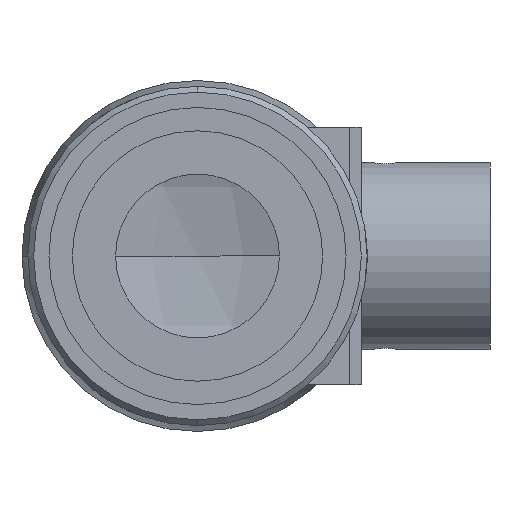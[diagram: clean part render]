
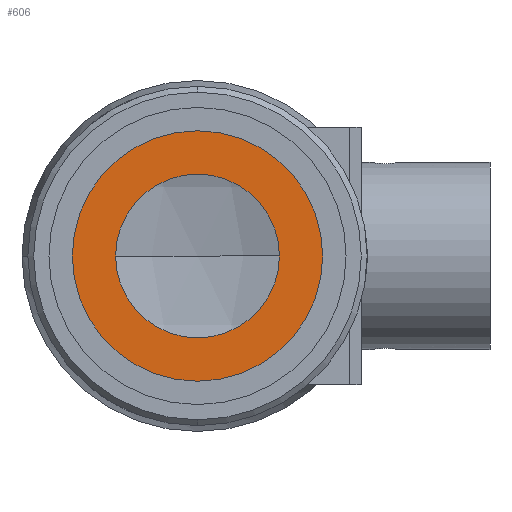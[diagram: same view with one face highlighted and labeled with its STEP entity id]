
A CAD part, front view. The second image highlights one B-rep face of the part: STEP entity #606.
In plain terms, the highlighted planar face has unit normal (0, -1, 0).
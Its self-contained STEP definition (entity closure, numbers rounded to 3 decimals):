
#134 = CIRCLE ( 'NONE', #2494, 11.5 ) ;
#149 = CIRCLE ( 'NONE', #2378, 7. ) ;
#219 = DIRECTION ( 'NONE',  ( 0., 0., 1. ) ) ;
#248 = DIRECTION ( 'NONE',  ( 0., 0., 1. ) ) ;
#276 = CARTESIAN_POINT ( 'NONE',  ( 0., -108.55, 0. ) ) ;
#316 = ORIENTED_EDGE ( 'NONE', *, *, #3158, .T. ) ;
#483 = EDGE_CURVE ( 'NONE', #2180, #1137, #134, .T. ) ;
#587 = DIRECTION ( 'NONE',  ( 0., 0., 1. ) ) ;
#606 = ADVANCED_FACE ( 'NONE', ( #2091, #2000 ), #2634, .T. ) ;
#635 = ORIENTED_EDGE ( 'NONE', *, *, #3392, .T. ) ;
#706 = CARTESIAN_POINT ( 'NONE',  ( 0., -108.55, 11.5 ) ) ;
#1106 = DIRECTION ( 'NONE',  ( 0., 0., -1. ) ) ;
#1137 = VERTEX_POINT ( 'NONE', #2880 ) ;
#1208 = DIRECTION ( 'NONE',  ( 0., 1., 0. ) ) ;
#1382 = CARTESIAN_POINT ( 'NONE',  ( -11.5, -108.55, 0. ) ) ;
#1464 = CIRCLE ( 'NONE', #1695, 7. ) ;
#1676 = EDGE_LOOP ( 'NONE', ( #635, #316 ) ) ;
#1691 = VERTEX_POINT ( 'NONE', #3636 ) ;
#1695 = AXIS2_PLACEMENT_3D ( 'NONE', #3048, #1208, #3356 ) ;
#1761 = ORIENTED_EDGE ( 'NONE', *, *, #483, .F. ) ;
#1777 = AXIS2_PLACEMENT_3D ( 'NONE', #1382, #2945, #1106 ) ;
#1796 = VERTEX_POINT ( 'NONE', #1998 ) ;
#1998 = CARTESIAN_POINT ( 'NONE',  ( 0., -108.55, 7. ) ) ;
#2000 = FACE_OUTER_BOUND ( 'NONE', #2097, .T. ) ;
#2051 = DIRECTION ( 'NONE',  ( 0., 1., 0. ) ) ;
#2082 = DIRECTION ( 'NONE',  ( 0., 1., 0. ) ) ;
#2091 = FACE_BOUND ( 'NONE', #1676, .T. ) ;
#2097 = EDGE_LOOP ( 'NONE', ( #1761, #3640 ) ) ;
#2180 = VERTEX_POINT ( 'NONE', #706 ) ;
#2378 = AXIS2_PLACEMENT_3D ( 'NONE', #3900, #2051, #219 ) ;
#2430 = DIRECTION ( 'NONE',  ( 0., 1., 0. ) ) ;
#2494 = AXIS2_PLACEMENT_3D ( 'NONE', #3931, #2082, #248 ) ;
#2634 = PLANE ( 'NONE',  #1777 ) ;
#2880 = CARTESIAN_POINT ( 'NONE',  ( 0., -108.55, -11.5 ) ) ;
#2945 = DIRECTION ( 'NONE',  ( 0., -1., 0. ) ) ;
#2946 = CIRCLE ( 'NONE', #3220, 11.5 ) ;
#3048 = CARTESIAN_POINT ( 'NONE',  ( 0., -108.55, 0. ) ) ;
#3158 = EDGE_CURVE ( 'NONE', #1691, #1796, #149, .T. ) ;
#3220 = AXIS2_PLACEMENT_3D ( 'NONE', #276, #2430, #587 ) ;
#3265 = EDGE_CURVE ( 'NONE', #1137, #2180, #2946, .T. ) ;
#3356 = DIRECTION ( 'NONE',  ( 0., 0., 1. ) ) ;
#3392 = EDGE_CURVE ( 'NONE', #1796, #1691, #1464, .T. ) ;
#3636 = CARTESIAN_POINT ( 'NONE',  ( 0., -108.55, -7. ) ) ;
#3640 = ORIENTED_EDGE ( 'NONE', *, *, #3265, .F. ) ;
#3900 = CARTESIAN_POINT ( 'NONE',  ( 0., -108.55, 0. ) ) ;
#3931 = CARTESIAN_POINT ( 'NONE',  ( 0., -108.55, 0. ) ) ;
